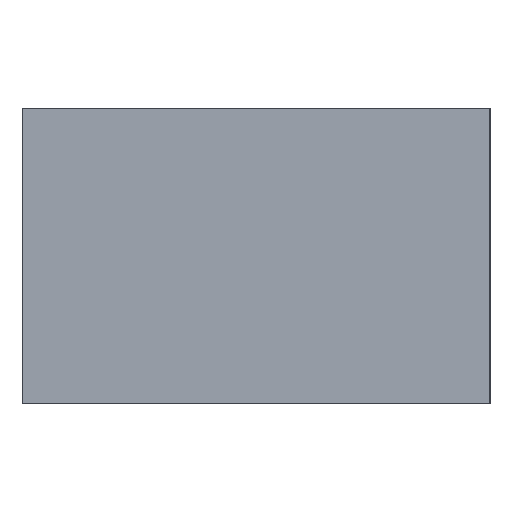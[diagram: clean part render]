
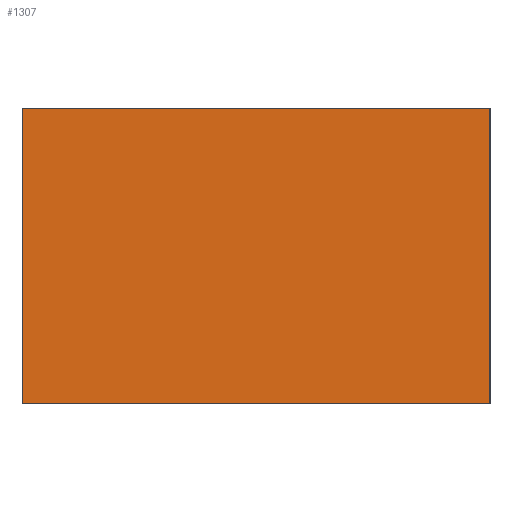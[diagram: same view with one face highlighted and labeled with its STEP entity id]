
A CAD part, top view. The second image highlights one B-rep face of the part: STEP entity #1307.
In plain terms, the highlighted planar face has unit normal (0, 0, 1).
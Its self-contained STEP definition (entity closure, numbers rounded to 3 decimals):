
#153=FACE_OUTER_BOUND('',#228,.T.);
#228=EDGE_LOOP('',(#896,#897,#898,#899));
#307=LINE('',#2145,#422);
#309=LINE('',#2149,#424);
#311=LINE('',#2153,#426);
#313=LINE('',#2156,#428);
#422=VECTOR('',#1505,10.);
#424=VECTOR('',#1509,10.);
#426=VECTOR('',#1513,10.);
#428=VECTOR('',#1517,10.);
#546=VERTEX_POINT('',#2142);
#547=VERTEX_POINT('',#2144);
#548=VERTEX_POINT('',#2148);
#549=VERTEX_POINT('',#2152);
#681=EDGE_CURVE('',#547,#546,#307,.T.);
#683=EDGE_CURVE('',#548,#547,#309,.T.);
#685=EDGE_CURVE('',#549,#548,#311,.T.);
#687=EDGE_CURVE('',#546,#549,#313,.T.);
#896=ORIENTED_EDGE('',*,*,#687,.T.);
#897=ORIENTED_EDGE('',*,*,#685,.T.);
#898=ORIENTED_EDGE('',*,*,#683,.T.);
#899=ORIENTED_EDGE('',*,*,#681,.T.);
#1271=PLANE('',#1398);
#1307=ADVANCED_FACE('',(#153),#1271,.T.);
#1398=AXIS2_PLACEMENT_3D('',#2157,#1518,#1519);
#1505=DIRECTION('',(0.,-1.,0.));
#1509=DIRECTION('',(-1.,0.,0.));
#1513=DIRECTION('',(0.,1.,0.));
#1517=DIRECTION('',(1.,0.,0.));
#1518=DIRECTION('center_axis',(0.,0.,1.));
#1519=DIRECTION('ref_axis',(1.,0.,0.));
#2142=CARTESIAN_POINT('',(-101.562,-63.279,8.1));
#2144=CARTESIAN_POINT('',(-101.562,64.433,8.1));
#2145=CARTESIAN_POINT('',(-101.562,-63.279,8.1));
#2148=CARTESIAN_POINT('',(100.579,64.433,8.1));
#2149=CARTESIAN_POINT('',(-101.562,64.433,8.1));
#2152=CARTESIAN_POINT('',(100.579,-63.279,8.1));
#2153=CARTESIAN_POINT('',(100.579,64.433,8.1));
#2156=CARTESIAN_POINT('',(100.579,-63.279,8.1));
#2157=CARTESIAN_POINT('Origin',(-0.492,0.577,8.1));
